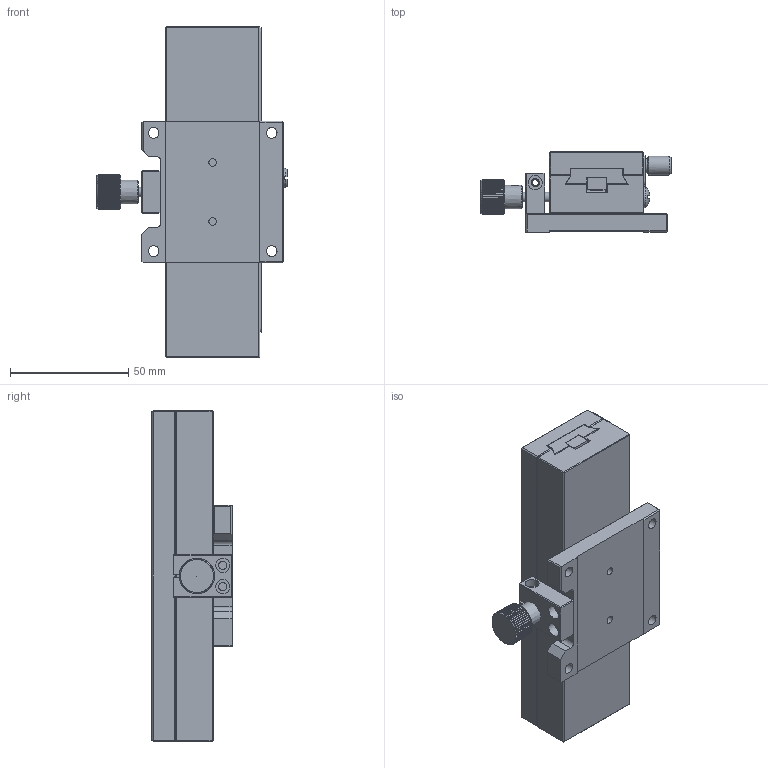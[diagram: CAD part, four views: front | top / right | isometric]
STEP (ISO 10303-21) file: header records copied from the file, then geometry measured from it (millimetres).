
FILE_DESCRIPTION (( 'STEP AP203' ), '1' );
FILE_NAME ('528722.STEP', '2024-10-14T07:53:33', ( 'Windows User' ), ( 'P R C' ), 'SwSTEP 2.0', 'SolidWorks 2020', '' );
FILE_SCHEMA (( 'CONFIG_CONTROL_DESIGN' ));
Length unit declared in the file: millimetre
Products named in the file (1): 528722
Bounding box: 80.51 x 34 x 140 mm (x, y, z)
Volume: 170758.1 mm3; surface area: 63922.6 mm2
Topology: 6 solids, 8 shells, 626 faces, 1509 edges, 954 vertices
Faces by surface type: plane 316, cone 172, cylinder 83, bspline 54, torus 1
Full cylindrical faces by diameter (mm): 1.567 x3, 2.013 x7, 2.2 x3, 2.459 x3, 2.8 x7, 3 x1, 3.242 x12, 3.5 x3, 4 x3, 4.2 x2, 4.5 x4, 5 x7, 5.83 x1, 6 x6, 6.5 x1, 7 x1, 8 x8, 9 x1, 9.2 x1
Entity records: 18598 total; most frequent: CARTESIAN_POINT 5480, ORIENTED_EDGE 2664, DIRECTION 2492, EDGE_CURVE 1332, AXIS2_PLACEMENT_3D 1000, VERTEX_POINT 913, EDGE_LOOP 853, FACE_OUTER_BOUND 701
